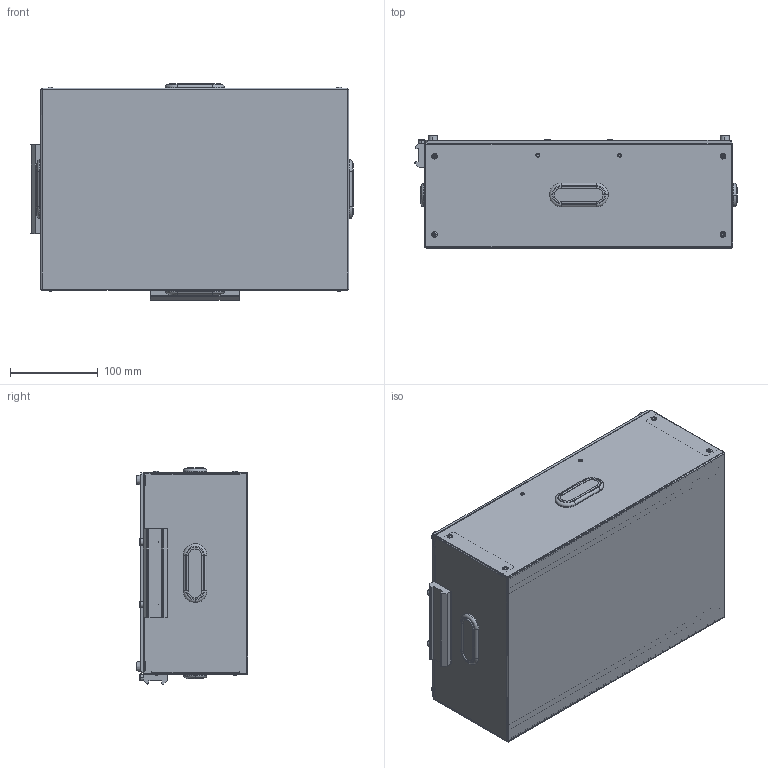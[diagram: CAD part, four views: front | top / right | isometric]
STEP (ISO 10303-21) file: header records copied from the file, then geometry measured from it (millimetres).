
FILE_DESCRIPTION (( 'STEP AP203' ), '1' );
FILE_NAME ('CL4-008D-STP.step', '2024-11-19T07:45:21', ( '' ), ( '' ), 'SwSTEP 2.0', 'SolidWorks 2011', '' );
FILE_SCHEMA (( 'CONFIG_CONTROL_DESIGN' ));
Length unit declared in the file: millimetre
Products named in the file (5): CL4-008D-STP; COVER_SET; DIN_230; GF connector piese; 230-350-120_BODY
Assembly tree (6 placements, depth 2):
  CL4-008D-STP
    DIN_230  x2
    GF connector piese  x2
    230-350-120_BODY
    COVER_SET
Bounding box: 366.3 x 127 x 246.3 mm (x, y, z)
Volume: 695176.8 mm3; surface area: 834357.4 mm2
Topology: 18 solids, 26 shells, 1310 faces, 3338 edges, 2140 vertices
Faces by surface type: plane 624, cylinder 558, torus 52, cone 36, sphere 32, bspline 8
Entity records: 31684 total; most frequent: CARTESIAN_POINT 5803, DIRECTION 5615, ORIENTED_EDGE 5090, EDGE_CURVE 2545, AXIS2_PLACEMENT_3D 2092, VERTEX_POINT 1628, LINE 1431, VECTOR 1431
